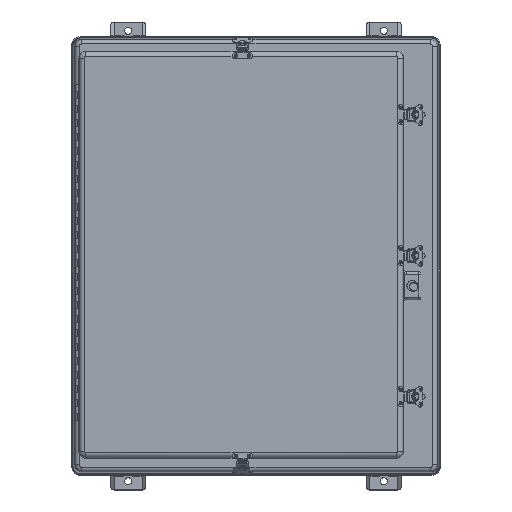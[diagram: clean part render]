
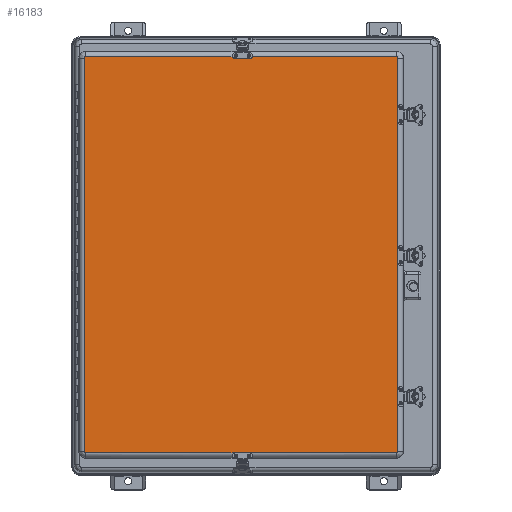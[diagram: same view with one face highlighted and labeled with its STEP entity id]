
A CAD part, top view. The second image highlights one B-rep face of the part: STEP entity #16183.
In plain terms, the highlighted planar face has unit normal (0, 0, 1).
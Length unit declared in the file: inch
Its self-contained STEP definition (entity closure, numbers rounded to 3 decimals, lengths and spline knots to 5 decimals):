
#664=PLANE($,#17559);
#1377=LINE($,#29943,#2605);
#1379=LINE($,#29948,#2607);
#1380=LINE($,#29981,#2608);
#1383=LINE($,#29988,#2611);
#2605=VECTOR($,#20697,22.1875);
#2607=VECTOR($,#20703,28.0625);
#2608=VECTOR($,#20720,28.0625);
#2611=VECTOR($,#20727,22.1875);
#4345=FACE_OUTER_BOUND($,#5458,.T.);
#5458=EDGE_LOOP($,(#12806,#12807,#12808,#12809,#12810,#12811,#12812,#12813));
#6571=CIRCLE($,#17536,0.10404);
#6577=CIRCLE($,#17544,0.10404);
#6581=CIRCLE($,#17548,0.10404);
#6585=CIRCLE($,#17554,0.10404);
#7699=VERTEX_POINT($,#29933);
#7700=VERTEX_POINT($,#29935);
#7702=VERTEX_POINT($,#29941);
#7703=VERTEX_POINT($,#29946);
#7705=VERTEX_POINT($,#29959);
#7706=VERTEX_POINT($,#29972);
#7709=VERTEX_POINT($,#29979);
#7710=VERTEX_POINT($,#29984);
#9551=EDGE_CURVE($,#7699,#7700,#6571,.T.);
#9555=EDGE_CURVE($,#7702,#7699,#1377,.T.);
#9558=EDGE_CURVE($,#7700,#7703,#1379,.T.);
#9560=EDGE_CURVE($,#7705,#7702,#6577,.T.);
#9564=EDGE_CURVE($,#7703,#7706,#6581,.T.);
#9566=EDGE_CURVE($,#7709,#7705,#1380,.T.);
#9570=EDGE_CURVE($,#7706,#7710,#1383,.T.);
#9572=EDGE_CURVE($,#7710,#7709,#6585,.T.);
#12806=ORIENTED_EDGE($,*,*,#9551,.F.);
#12807=ORIENTED_EDGE($,*,*,#9555,.F.);
#12808=ORIENTED_EDGE($,*,*,#9560,.F.);
#12809=ORIENTED_EDGE($,*,*,#9566,.F.);
#12810=ORIENTED_EDGE($,*,*,#9572,.F.);
#12811=ORIENTED_EDGE($,*,*,#9570,.F.);
#12812=ORIENTED_EDGE($,*,*,#9564,.F.);
#12813=ORIENTED_EDGE($,*,*,#9558,.F.);
#16183=ADVANCED_FACE($,(#4345),#664,.T.);
#17536=AXIS2_PLACEMENT_3D($,#29936,#20687,#20688);
#17544=AXIS2_PLACEMENT_3D($,#29961,#20706,#20707);
#17548=AXIS2_PLACEMENT_3D($,#29976,#20714,#20715);
#17554=AXIS2_PLACEMENT_3D($,#29999,#20730,#20731);
#17559=AXIS2_PLACEMENT_3D($,#30008,#20744,#20745);
#20687=DIRECTION('center_axis',(0.,0.,-1.));
#20688=DIRECTION('ref_axis',(0.707,0.707,0.));
#20697=DIRECTION($,(1.,0.,0.));
#20703=DIRECTION($,(0.,-1.,0.));
#20706=DIRECTION('center_axis',(0.,0.,-1.));
#20707=DIRECTION('ref_axis',(-0.707,0.707,0.));
#20714=DIRECTION('center_axis',(0.,0.,-1.));
#20715=DIRECTION('ref_axis',(0.707,-0.707,0.));
#20720=DIRECTION($,(0.,1.,0.));
#20727=DIRECTION($,(-1.,0.,0.));
#20730=DIRECTION('center_axis',(0.,0.,-1.));
#20731=DIRECTION('ref_axis',(-0.707,-0.707,0.));
#20744=DIRECTION('center_axis',(0.,0.,1.));
#20745=DIRECTION('ref_axis',(1.,0.,0.));
#29933=CARTESIAN_POINT('',(11.09375,14.13529,0.96875));
#29935=CARTESIAN_POINT('',(11.19779,14.03125,0.96875));
#29936=CARTESIAN_POINT('Origin',(11.09375,14.03125,0.96875));
#29941=CARTESIAN_POINT('',(-11.09375,14.13529,0.96875));
#29943=CARTESIAN_POINT($,(-11.09375,14.13529,0.96875));
#29946=CARTESIAN_POINT('',(11.19779,-14.03125,0.96875));
#29948=CARTESIAN_POINT($,(11.19779,14.03125,0.96875));
#29959=CARTESIAN_POINT('',(-11.19779,14.03125,0.96875));
#29961=CARTESIAN_POINT('Origin',(-11.09375,14.03125,0.96875));
#29972=CARTESIAN_POINT('',(11.09375,-14.13529,0.96875));
#29976=CARTESIAN_POINT('Origin',(11.09375,-14.03125,0.96875));
#29979=CARTESIAN_POINT('',(-11.19779,-14.03125,0.96875));
#29981=CARTESIAN_POINT($,(-11.19779,-14.03125,0.96875));
#29984=CARTESIAN_POINT('',(-11.09375,-14.13529,0.96875));
#29988=CARTESIAN_POINT($,(11.09375,-14.13529,0.96875));
#29999=CARTESIAN_POINT('Origin',(-11.09375,-14.03125,0.96875));
#30008=CARTESIAN_POINT('Origin',(0.,0.,0.96875));
